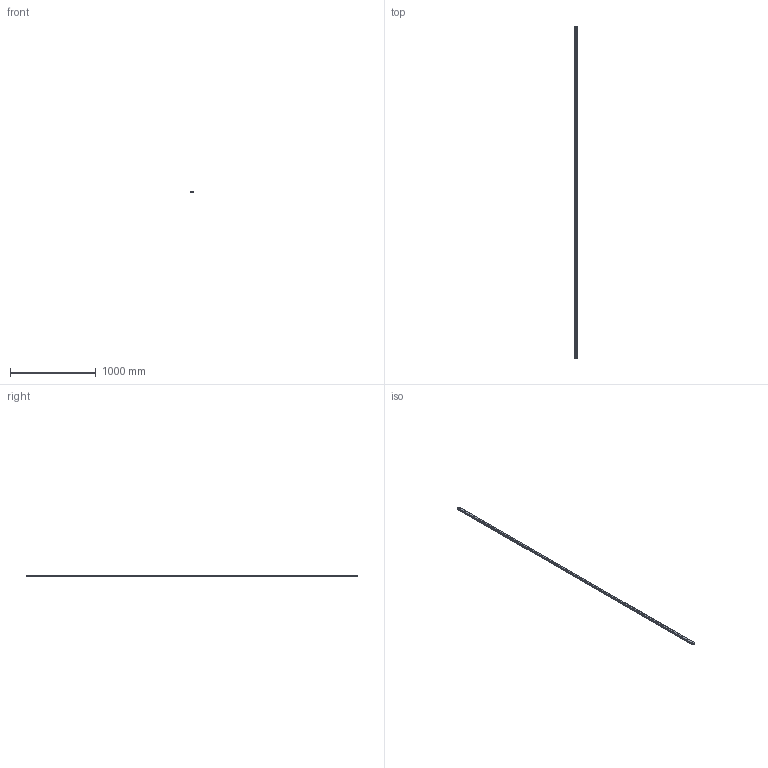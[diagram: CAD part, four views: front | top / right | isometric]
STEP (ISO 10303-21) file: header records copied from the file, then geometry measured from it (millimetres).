
FILE_DESCRIPTION(('STEP AP214'),'1');
FILE_NAME('cctmp_38748158-E72C-4F98-88CD-BF1417308318_2021_02_10_12_21_01_0842..stp','2021-02-10T11:21:02',('HIWIN GmbH'),('CADClick - www.CADClick.com'),'Spatial InterOp 3D',' ','unknown authorization');
FILE_SCHEMA(('AUTOMOTIVE_DESIGN'));
Length unit declared in the file: millimetre
Products named in the file (1): EGR30R3880C_FILE
Bounding box: 28 x 3880 x 23 mm (x, y, z)
Volume: 2168562.7 mm3; surface area: 435611.7 mm2
Topology: 1 solids, 1 shells, 544 faces, 1173 edges, 782 vertices
Faces by surface type: cylinder 312, plane 232
Entity records: 19437 total; most frequent: DIRECTION 2887, CARTESIAN_POINT 2500, ORIENTED_EDGE 2346, EDGE_CURVE 1173, AXIS2_PLACEMENT_3D 1169, VERTEX_POINT 782, EDGE_LOOP 695, CIRCLE 624
